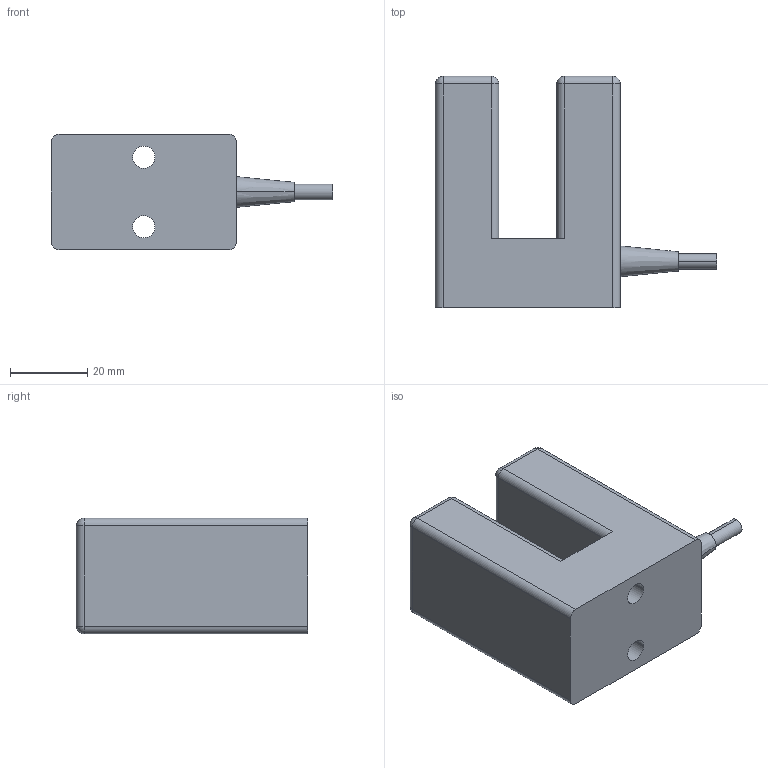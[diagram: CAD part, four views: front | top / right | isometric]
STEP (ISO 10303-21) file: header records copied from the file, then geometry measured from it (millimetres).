
FILE_DESCRIPTION((''),'2;1');
FILE_NAME('S15_D000052A','2006-01-03T',('Pepperl+Fuchs'),('Industriehansa'),'PRO/ENGINEER BY PARAMETRIC TECHNOLOGY CORPORATION, 2005290','PRO/ENGINEER BY PARAMETRIC TECHNOLOGY CORPORATION, 2005290','');
FILE_SCHEMA(('AUTOMOTIVE_DESIGN_CC2 { 1 2 10303 214 -1 1 5 2 }'));
Length unit declared in the file: millimetre
Products named in the file (1): S15_D000052A
Bounding box: 73 x 60 x 30 mm (x, y, z)
Volume: 66056.4 mm3; surface area: 14097.1 mm2
Topology: 1 solids, 1 shells, 50 faces, 115 edges, 78 vertices
Faces by surface type: cylinder 26, plane 14, sphere 8, bspline 2
Entity records: 1970 total; most frequent: CARTESIAN_POINT 352, DIRECTION 261, ORIENTED_EDGE 216, PRESENTATION_STYLE_ASSIGNMENT 120, STYLED_ITEM 117, CURVE_STYLE 116, EDGE_CURVE 108, AXIS2_PLACEMENT_3D 101
